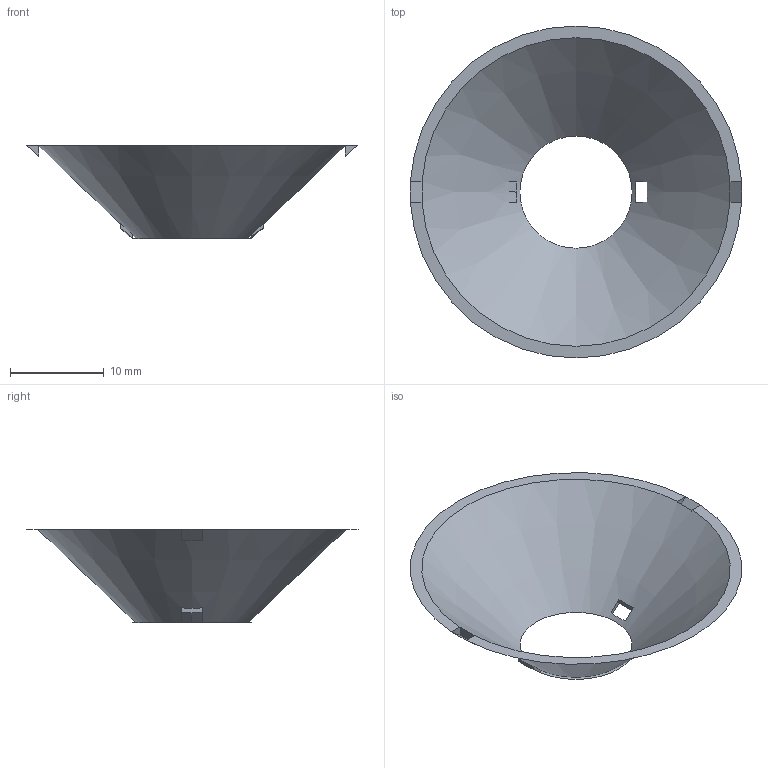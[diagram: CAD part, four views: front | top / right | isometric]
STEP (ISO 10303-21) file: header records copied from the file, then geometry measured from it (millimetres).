
FILE_DESCRIPTION(/* description */ (''),/* implementation_level */ '2;1');
FILE_NAME(/* name */ 'Eyepiece Spacer V2.step',/* time_stamp */ '2024-01-13T16:24:28-05:00',/* author */ (''),/* organization */ (''),/* preprocessor_version */ 'ST-DEVELOPER v20',/* originating_system */ 'Autodesk Translation Framework v12.14.0.127',/* authorisation */ '');
FILE_SCHEMA (('AUTOMOTIVE_DESIGN { 1 0 10303 214 3 1 1 }'));
Length unit declared in the file: millimetre
Products named in the file (1): Eyepiece Spacer V2
Bounding box: 35.43 x 35.5 x 10 mm (x, y, z)
Volume: 4989.4 mm3; surface area: 35.5 mm2
Topology: 1 solids, 1 shells, 19 faces, 66 edges, 42 vertices
Faces by surface type: plane 17, cone 2
Entity records: 661 total; most frequent: CARTESIAN_POINT 176, ORIENTED_EDGE 116, DIRECTION 78, EDGE_CURVE 58, VERTEX_POINT 38, AXIS2_PLACEMENT_3D 30, EDGE_LOOP 22, FACE_OUTER_BOUND 19
